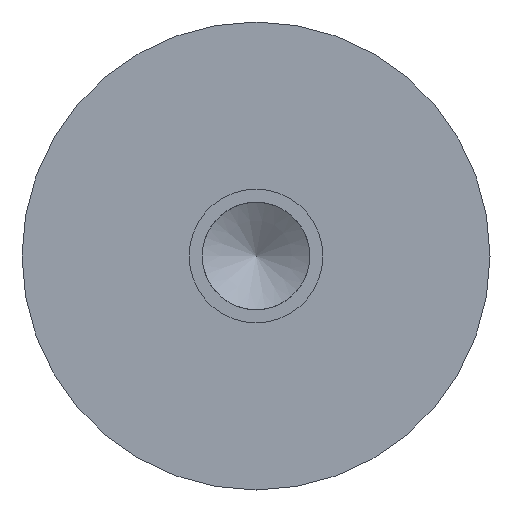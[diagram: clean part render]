
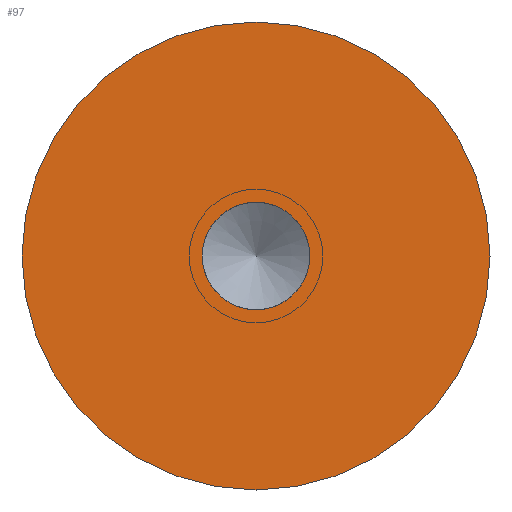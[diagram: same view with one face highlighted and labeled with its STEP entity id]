
A CAD part, front view. The second image highlights one B-rep face of the part: STEP entity #97.
In plain terms, the highlighted planar face has unit normal (0, -1, 0).
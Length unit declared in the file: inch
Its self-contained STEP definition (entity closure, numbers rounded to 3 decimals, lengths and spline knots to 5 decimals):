
#26=FACE_BOUND('',#41,.T.);
#32=FACE_OUTER_BOUND('',#40,.T.);
#40=EDGE_LOOP('',(#79));
#41=EDGE_LOOP('',(#80));
#54=CIRCLE('',#114,0.4375);
#55=CIRCLE('',#115,0.1005);
#61=VERTEX_POINT('',#162);
#62=VERTEX_POINT('',#164);
#70=EDGE_CURVE('',#61,#61,#54,.T.);
#71=EDGE_CURVE('',#62,#62,#55,.T.);
#79=ORIENTED_EDGE('',*,*,#70,.F.);
#80=ORIENTED_EDGE('',*,*,#71,.F.);
#94=PLANE('',#113);
#97=ADVANCED_FACE('',(#32,#26),#94,.F.);
#113=AXIS2_PLACEMENT_3D('',#161,#130,#131);
#114=AXIS2_PLACEMENT_3D('',#163,#132,#133);
#115=AXIS2_PLACEMENT_3D('',#165,#134,#135);
#130=DIRECTION('center_axis',(0.,1.,0.));
#131=DIRECTION('ref_axis',(1.,0.,0.));
#132=DIRECTION('center_axis',(0.,1.,0.));
#133=DIRECTION('ref_axis',(1.,0.,0.));
#134=DIRECTION('center_axis',(0.,-1.,0.));
#135=DIRECTION('ref_axis',(-1.,0.,0.));
#161=CARTESIAN_POINT('Origin',(0.,0.,0.));
#162=CARTESIAN_POINT('',(-0.4375,0.,0.));
#163=CARTESIAN_POINT('Origin',(0.,0.,0.));
#164=CARTESIAN_POINT('',(-0.1005,0.,0.));
#165=CARTESIAN_POINT('Origin',(0.,0.,0.));
